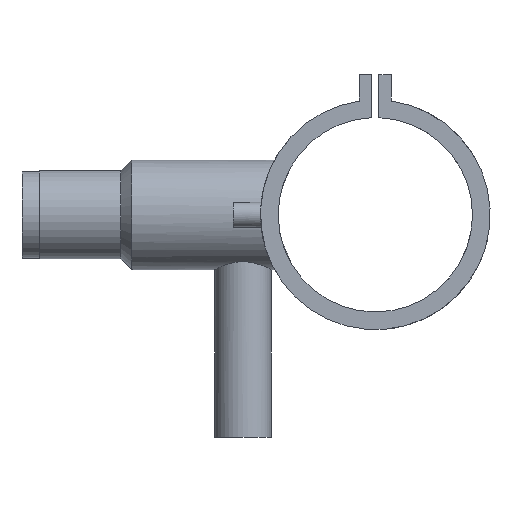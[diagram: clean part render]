
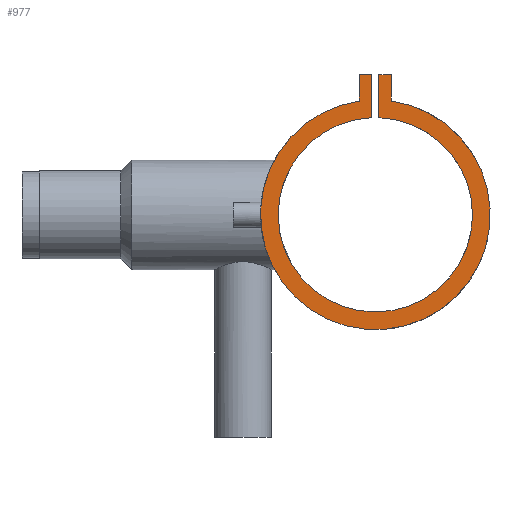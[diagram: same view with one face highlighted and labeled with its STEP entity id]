
A CAD part, left-side view. The second image highlights one B-rep face of the part: STEP entity #977.
In plain terms, the highlighted planar face has unit normal (-1, 0, 0).
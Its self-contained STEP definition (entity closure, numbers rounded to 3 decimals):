
#79 = DIRECTION ( 'NONE',  ( 0., 0., -1. ) ) ;
#137 = DIRECTION ( 'NONE',  ( 0., 0., 1. ) ) ;
#183 = EDGE_CURVE ( 'NONE', #434, #940, #443, .T. ) ;
#184 = VECTOR ( 'NONE', #137, 1000. ) ;
#202 = CARTESIAN_POINT ( 'NONE',  ( -69., 2., 54.964 ) ) ;
#216 = CARTESIAN_POINT ( 'NONE',  ( -69., 2., 79.374 ) ) ;
#218 = DIRECTION ( 'NONE',  ( 0., -1., 0. ) ) ;
#228 = CARTESIAN_POINT ( 'NONE',  ( -69., 0., 0. ) ) ;
#283 = EDGE_CURVE ( 'NONE', #940, #1452, #1062, .T. ) ;
#404 = ORIENTED_EDGE ( 'NONE', *, *, #905, .F. ) ;
#434 = VERTEX_POINT ( 'NONE', #1405 ) ;
#438 = DIRECTION ( 'NONE',  ( 0., 0., 1. ) ) ;
#439 = CARTESIAN_POINT ( 'NONE',  ( -69., -9., 79.374 ) ) ;
#443 = LINE ( 'NONE', #1225, #879 ) ;
#550 = DIRECTION ( 'NONE',  ( 0., 0., -1. ) ) ;
#556 = CIRCLE ( 'NONE', #883, 55. ) ;
#561 = VECTOR ( 'NONE', #79, 1000. ) ;
#578 = ORIENTED_EDGE ( 'NONE', *, *, #1812, .F. ) ;
#596 = VECTOR ( 'NONE', #218, 1000. ) ;
#746 = CARTESIAN_POINT ( 'NONE',  ( -69., -2., 54.964 ) ) ;
#767 = AXIS2_PLACEMENT_3D ( 'NONE', #228, #1014, #1765 ) ;
#775 = DIRECTION ( 'NONE',  ( -1., 0., 0. ) ) ;
#812 = CARTESIAN_POINT ( 'NONE',  ( -69., -9., 64.374 ) ) ;
#879 = VECTOR ( 'NONE', #1971, 1000. ) ;
#883 = AXIS2_PLACEMENT_3D ( 'NONE', #2464, #775, #1541 ) ;
#905 = EDGE_CURVE ( 'NONE', #1452, #2214, #556, .T. ) ;
#940 = VERTEX_POINT ( 'NONE', #216 ) ;
#941 = CARTESIAN_POINT ( 'NONE',  ( -69., 0., 0. ) ) ;
#977 = ADVANCED_FACE ( 'NONE', ( #1210 ), #1953, .F. ) ;
#1003 = EDGE_CURVE ( 'NONE', #2214, #1287, #1407, .T. ) ;
#1014 = DIRECTION ( 'NONE',  ( 1., 0., 0. ) ) ;
#1062 = LINE ( 'NONE', #1810, #561 ) ;
#1120 = LINE ( 'NONE', #1868, #184 ) ;
#1160 = CARTESIAN_POINT ( 'NONE',  ( -69., 9., 64.374 ) ) ;
#1173 = AXIS2_PLACEMENT_3D ( 'NONE', #941, #1696, #2444 ) ;
#1197 = LINE ( 'NONE', #1942, #596 ) ;
#1210 = FACE_OUTER_BOUND ( 'NONE', #1882, .T. ) ;
#1225 = CARTESIAN_POINT ( 'NONE',  ( -69., 9., 79.374 ) ) ;
#1287 = VERTEX_POINT ( 'NONE', #2074 ) ;
#1405 = CARTESIAN_POINT ( 'NONE',  ( -69., 9., 79.374 ) ) ;
#1407 = LINE ( 'NONE', #2157, #2462 ) ;
#1437 = ORIENTED_EDGE ( 'NONE', *, *, #1988, .F. ) ;
#1452 = VERTEX_POINT ( 'NONE', #202 ) ;
#1470 = ORIENTED_EDGE ( 'NONE', *, *, #1003, .F. ) ;
#1517 = LINE ( 'NONE', #2261, #1750 ) ;
#1541 = DIRECTION ( 'NONE',  ( 0., 0., -1. ) ) ;
#1696 = DIRECTION ( 'NONE',  ( 1., 0., 0. ) ) ;
#1750 = VECTOR ( 'NONE', #550, 1000. ) ;
#1765 = DIRECTION ( 'NONE',  ( 0., 0., -1. ) ) ;
#1792 = ORIENTED_EDGE ( 'NONE', *, *, #283, .F. ) ;
#1800 = ORIENTED_EDGE ( 'NONE', *, *, #183, .F. ) ;
#1810 = CARTESIAN_POINT ( 'NONE',  ( -69., 2., 79.374 ) ) ;
#1812 = EDGE_CURVE ( 'NONE', #2338, #434, #1120, .T. ) ;
#1865 = EDGE_CURVE ( 'NONE', #2025, #2338, #2237, .T. ) ;
#1868 = CARTESIAN_POINT ( 'NONE',  ( -69., 9., 79.374 ) ) ;
#1882 = EDGE_LOOP ( 'NONE', ( #2044, #2393, #1437, #1470, #404, #1792, #1800, #578 ) ) ;
#1942 = CARTESIAN_POINT ( 'NONE',  ( -69., -2., 79.374 ) ) ;
#1953 = PLANE ( 'NONE',  #767 ) ;
#1971 = DIRECTION ( 'NONE',  ( 0., -1., 0. ) ) ;
#1988 = EDGE_CURVE ( 'NONE', #1287, #2098, #1197, .T. ) ;
#2025 = VERTEX_POINT ( 'NONE', #812 ) ;
#2044 = ORIENTED_EDGE ( 'NONE', *, *, #1865, .F. ) ;
#2074 = CARTESIAN_POINT ( 'NONE',  ( -69., -2., 79.374 ) ) ;
#2098 = VERTEX_POINT ( 'NONE', #439 ) ;
#2157 = CARTESIAN_POINT ( 'NONE',  ( -69., -2., 79.374 ) ) ;
#2214 = VERTEX_POINT ( 'NONE', #746 ) ;
#2220 = EDGE_CURVE ( 'NONE', #2098, #2025, #1517, .T. ) ;
#2237 = CIRCLE ( 'NONE', #1173, 65. ) ;
#2261 = CARTESIAN_POINT ( 'NONE',  ( -69., -9., 79.374 ) ) ;
#2338 = VERTEX_POINT ( 'NONE', #1160 ) ;
#2393 = ORIENTED_EDGE ( 'NONE', *, *, #2220, .F. ) ;
#2444 = DIRECTION ( 'NONE',  ( 0., 0., -1. ) ) ;
#2462 = VECTOR ( 'NONE', #438, 1000. ) ;
#2464 = CARTESIAN_POINT ( 'NONE',  ( -69., 0., 0. ) ) ;
